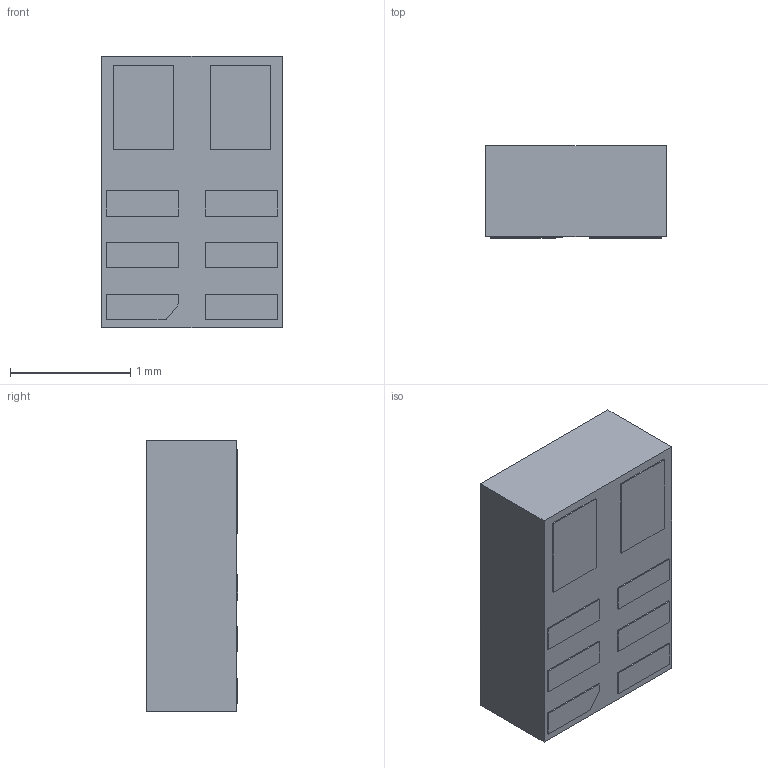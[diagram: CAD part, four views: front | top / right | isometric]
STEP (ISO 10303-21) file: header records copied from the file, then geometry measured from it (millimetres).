
FILE_DESCRIPTION (( 'STEP AP203' ), '1' );
FILE_NAME ('TOREX_USP-8B04.STEP', '2021-11-22T13:47:20', ( '' ), ( '' ), 'SwSTEP 2.0', 'SolidWorks 2019', '' );
FILE_SCHEMA (( 'CONFIG_CONTROL_DESIGN' ));
Length unit declared in the file: millimetre
Products named in the file (1): TOREX_USP-8B04
Bounding box: 1.5 x 0.76 x 2.25 mm (x, y, z)
Volume: 2.5 mm3; surface area: 12.5 mm2
Topology: 1 solids, 1 shells, 50 faces, 117 edges, 78 vertices
Faces by surface type: plane 48, cylinder 2
Entity records: 1482 total; most frequent: CARTESIAN_POINT 246, ORIENTED_EDGE 234, DIRECTION 223, EDGE_CURVE 117, LINE 113, VECTOR 113, VERTEX_POINT 78, EDGE_LOOP 59
